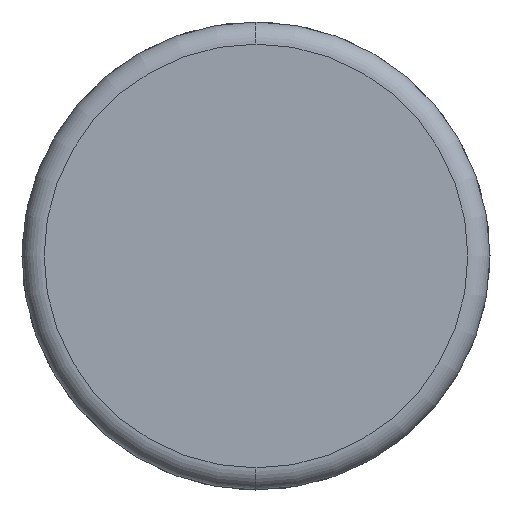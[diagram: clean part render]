
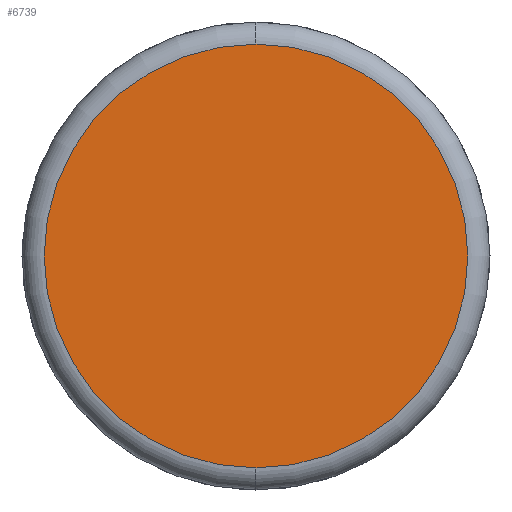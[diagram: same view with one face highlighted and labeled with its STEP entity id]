
A CAD part, left-side view. The second image highlights one B-rep face of the part: STEP entity #6739.
In plain terms, the highlighted planar face has unit normal (-1, 0, 0).
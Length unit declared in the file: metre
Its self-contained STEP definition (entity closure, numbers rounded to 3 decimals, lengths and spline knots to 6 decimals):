
#102 = DIRECTION ( 'NONE',  ( 0., 0., -1. ) ) ;
#122 = EDGE_CURVE ( 'NONE', #3003, #1485, #202, .T. ) ;
#202 = CIRCLE ( 'NONE', #5442, 0.002875 ) ;
#1048 = EDGE_CURVE ( 'NONE', #1485, #3003, #1081, .T. ) ;
#1081 = CIRCLE ( 'NONE', #5895, 0.002875 ) ;
#1485 = VERTEX_POINT ( 'NONE', #2960 ) ;
#1683 = DIRECTION ( 'NONE',  ( -1., 0., 0. ) ) ;
#1881 = PLANE ( 'NONE',  #4227 ) ;
#1921 = CARTESIAN_POINT ( 'NONE',  ( 0., 0., 0.002875 ) ) ;
#1949 = FACE_OUTER_BOUND ( 'NONE', #2510, .T. ) ;
#2510 = EDGE_LOOP ( 'NONE', ( #3567, #6265 ) ) ;
#2749 = CARTESIAN_POINT ( 'NONE',  ( 0., 0., 0. ) ) ;
#2960 = CARTESIAN_POINT ( 'NONE',  ( 0., 0., -0.002875 ) ) ;
#3003 = VERTEX_POINT ( 'NONE', #1921 ) ;
#3567 = ORIENTED_EDGE ( 'NONE', *, *, #1048, .T. ) ;
#4032 = CARTESIAN_POINT ( 'NONE',  ( 0., 0., 0. ) ) ;
#4102 = DIRECTION ( 'NONE',  ( 1., 0., 0. ) ) ;
#4227 = AXIS2_PLACEMENT_3D ( 'NONE', #4032, #4102, #5089 ) ;
#4784 = DIRECTION ( 'NONE',  ( -1., 0., 0. ) ) ;
#5089 = DIRECTION ( 'NONE',  ( 0., 0., -1. ) ) ;
#5442 = AXIS2_PLACEMENT_3D ( 'NONE', #6434, #1683, #102 ) ;
#5895 = AXIS2_PLACEMENT_3D ( 'NONE', #2749, #4784, #6401 ) ;
#6265 = ORIENTED_EDGE ( 'NONE', *, *, #122, .T. ) ;
#6401 = DIRECTION ( 'NONE',  ( 0., 0., -1. ) ) ;
#6434 = CARTESIAN_POINT ( 'NONE',  ( 0., 0., 0. ) ) ;
#6739 = ADVANCED_FACE ( 'NONE', ( #1949 ), #1881, .F. ) ;
